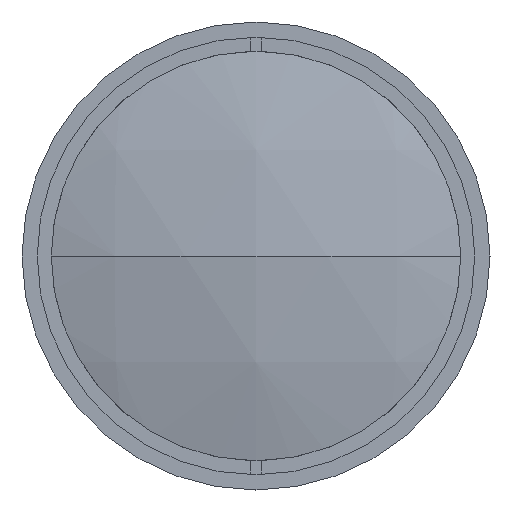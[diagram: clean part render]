
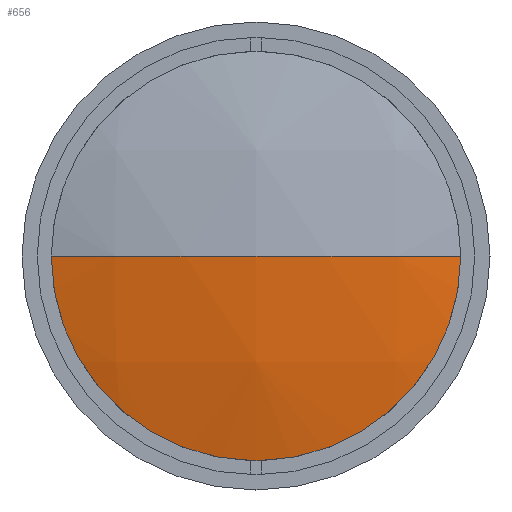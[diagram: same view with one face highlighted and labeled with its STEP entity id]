
A CAD part, left-side view. The second image highlights one B-rep face of the part: STEP entity #656.
In plain terms, the highlighted spherical face has radius 67.016 mm.
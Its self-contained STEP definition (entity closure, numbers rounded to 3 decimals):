
#78 = CIRCLE ( 'NONE', #1915, 67.016 ) ;
#101 = DIRECTION ( 'NONE',  ( 0., 0., 1. ) ) ;
#365 = ORIENTED_EDGE ( 'NONE', *, *, #528, .F. ) ;
#371 = CIRCLE ( 'NONE', #1797, 18. ) ;
#498 = CARTESIAN_POINT ( 'NONE',  ( 67.877, 0., 0. ) ) ;
#528 = EDGE_CURVE ( 'NONE', #1398, #2066, #78, .T. ) ;
#586 = AXIS2_PLACEMENT_3D ( 'NONE', #1157, #2013, #1684 ) ;
#620 = ORIENTED_EDGE ( 'NONE', *, *, #1441, .T. ) ;
#656 = ADVANCED_FACE ( 'NONE', ( #1754 ), #788, .T. ) ;
#675 = DIRECTION ( 'NONE',  ( 0., 1., 0. ) ) ;
#788 = SPHERICAL_SURFACE ( 'NONE', #586, 67.016 ) ;
#790 = DIRECTION ( 'NONE',  ( -1., 0., 0. ) ) ;
#1131 = CARTESIAN_POINT ( 'NONE',  ( 67.877, 0., 0. ) ) ;
#1136 = CARTESIAN_POINT ( 'NONE',  ( 3.324, 18., 0. ) ) ;
#1157 = CARTESIAN_POINT ( 'NONE',  ( 67.877, 0., 0. ) ) ;
#1303 = DIRECTION ( 'NONE',  ( 1., 0., 0. ) ) ;
#1349 = EDGE_CURVE ( 'NONE', #1398, #1714, #371, .T. ) ;
#1398 = VERTEX_POINT ( 'NONE', #1136 ) ;
#1441 = EDGE_CURVE ( 'NONE', #1714, #2066, #1580, .T. ) ;
#1580 = CIRCLE ( 'NONE', #2060, 67.016 ) ;
#1653 = EDGE_LOOP ( 'NONE', ( #1961, #620, #365 ) ) ;
#1684 = DIRECTION ( 'NONE',  ( 0., 1., 0. ) ) ;
#1707 = DIRECTION ( 'NONE',  ( 0., 0., -1. ) ) ;
#1714 = VERTEX_POINT ( 'NONE', #1933 ) ;
#1754 = FACE_OUTER_BOUND ( 'NONE', #1653, .T. ) ;
#1797 = AXIS2_PLACEMENT_3D ( 'NONE', #1819, #790, #1982 ) ;
#1819 = CARTESIAN_POINT ( 'NONE',  ( 3.324, 0., 0. ) ) ;
#1915 = AXIS2_PLACEMENT_3D ( 'NONE', #1131, #101, #1303 ) ;
#1933 = CARTESIAN_POINT ( 'NONE',  ( 3.324, -18., 0. ) ) ;
#1961 = ORIENTED_EDGE ( 'NONE', *, *, #1349, .T. ) ;
#1982 = DIRECTION ( 'NONE',  ( 0., 0., 1. ) ) ;
#2013 = DIRECTION ( 'NONE',  ( 0., 0., -1. ) ) ;
#2060 = AXIS2_PLACEMENT_3D ( 'NONE', #498, #1707, #675 ) ;
#2066 = VERTEX_POINT ( 'NONE', #2119 ) ;
#2119 = CARTESIAN_POINT ( 'NONE',  ( 0.861, 0., 0. ) ) ;
